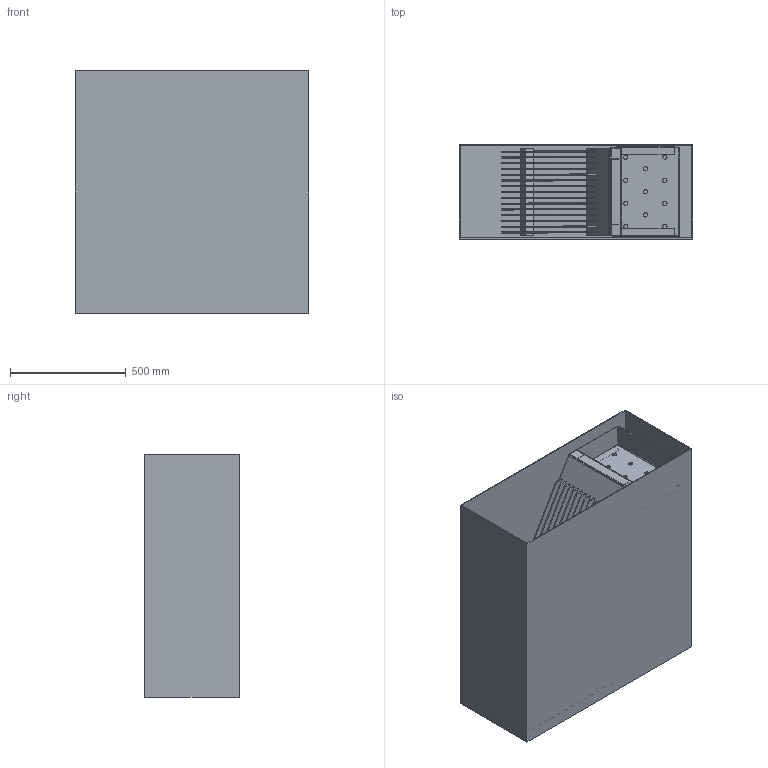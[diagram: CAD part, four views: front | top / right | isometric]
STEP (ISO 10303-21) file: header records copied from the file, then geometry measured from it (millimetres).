
FILE_DESCRIPTION(/* description */ ('Unknown'),/* implementation_level */ '2;1');
FILE_NAME(/* name */ 'Rucni cesle ',/* time_stamp */ '2022-09-07T13:15:01+02:00',/* author */ ('Unknown'),/* organization */ ('Unknown'),/* preprocessor_version */ 'ST-DEVELOPER v16.7',/* originating_system */ 'Solid Edge',/* authorisation */ 'Unknown');
FILE_SCHEMA (('AUTOMOTIVE_DESIGN {1 0 10303 214 3 1 1}'));
Length unit declared in the file: millimetre
Products named in the file (9): Rucni cesle RI; Hrube cesle - poz 1; Hrube cesle - poz 2; Hrube cesle - poz 3; Hrube cesle - poz 4; Hrube cesle - poz 5; Hrube cesle - poz 6; L40x40-350; Základ
Assembly tree (25 placements, depth 2):
  Rucni cesle RI
    Hrube cesle - poz 1
    Hrube cesle - poz 2  x2
    Hrube cesle - poz 3
    Hrube cesle - poz 4  x2
    Hrube cesle - poz 5
    Hrube cesle - poz 6  x15
    L40x40-350  x2
    Základ
Bounding box: 1010 x 410 x 1050 mm (x, y, z)
Volume: 37833416.6 mm3; surface area: 8278601.5 mm2
Topology: 25 solids, 25 shells, 202 faces, 468 edges, 317 vertices
Faces by surface type: plane 173, cylinder 29
Full cylindrical faces by diameter (mm): 10 x4, 18 x11
Entity records: 3090 total; most frequent: DIRECTION 503, CARTESIAN_POINT 486, ORIENTED_EDGE 430, EDGE_CURVE 215, AXIS2_PLACEMENT_3D 169, LINE 165, VECTOR 165, VERTEX_POINT 152
